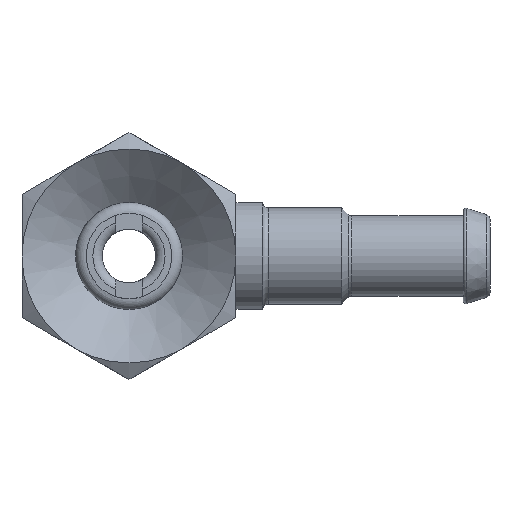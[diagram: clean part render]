
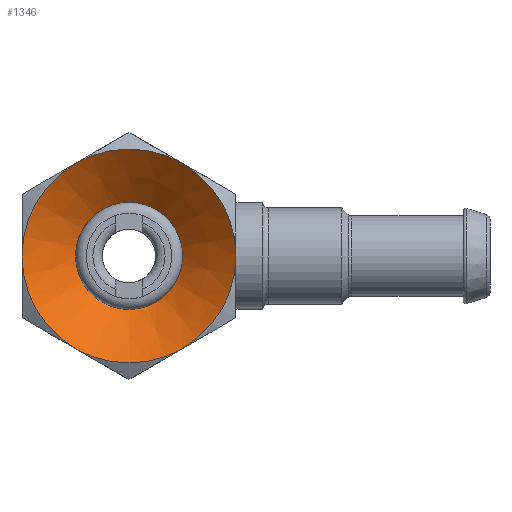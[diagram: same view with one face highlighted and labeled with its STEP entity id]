
A CAD part, front view. The second image highlights one B-rep face of the part: STEP entity #1346.
In plain terms, the highlighted conical face has half-angle 50 degrees and reference radius 2 mm.
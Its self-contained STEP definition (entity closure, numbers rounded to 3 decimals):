
#27=CONICAL_SURFACE('',#1443,2.,0.873);
#164=CIRCLE('',#1442,2.);
#165=CIRCLE('',#1444,4.);
#269=ORIENTED_EDGE('',*,*,#484,.T.);
#270=ORIENTED_EDGE('',*,*,#483,.F.);
#483=EDGE_CURVE('',#576,#576,#164,.T.);
#484=EDGE_CURVE('',#577,#577,#165,.T.);
#576=VERTEX_POINT('',#2008);
#577=VERTEX_POINT('',#2011);
#654=EDGE_LOOP('',(#269));
#655=EDGE_LOOP('',(#270));
#758=FACE_BOUND('',#654,.T.);
#759=FACE_BOUND('',#655,.T.);
#1346=ADVANCED_FACE('',(#758,#759),#27,.F.);
#1442=AXIS2_PLACEMENT_3D('',#2007,#1634,#1635);
#1443=AXIS2_PLACEMENT_3D('',#2009,#1636,#1637);
#1444=AXIS2_PLACEMENT_3D('',#2010,#1638,#1639);
#1634=DIRECTION('',(0.,-1.,0.));
#1635=DIRECTION('',(0.,0.,-1.));
#1636=DIRECTION('',(0.,-1.,0.));
#1637=DIRECTION('',(0.,0.,-1.));
#1638=DIRECTION('',(0.,-1.,0.));
#1639=DIRECTION('',(0.,0.,-1.));
#2007=CARTESIAN_POINT('',(0.,1.678,0.));
#2008=CARTESIAN_POINT('',(0.,1.678,-2.));
#2009=CARTESIAN_POINT('',(0.,1.678,0.));
#2010=CARTESIAN_POINT('',(0.,0.,0.));
#2011=CARTESIAN_POINT('',(0.,0.,-4.));
